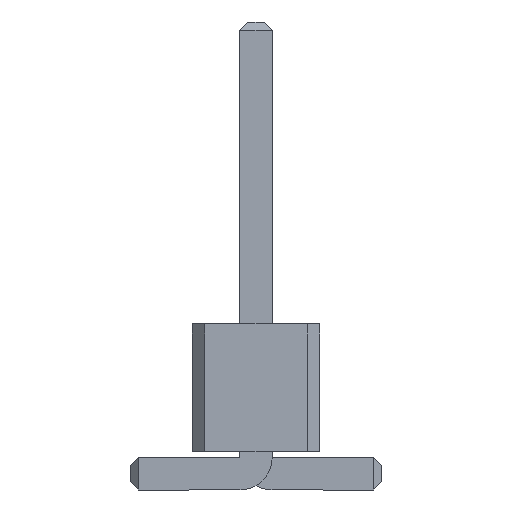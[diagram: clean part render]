
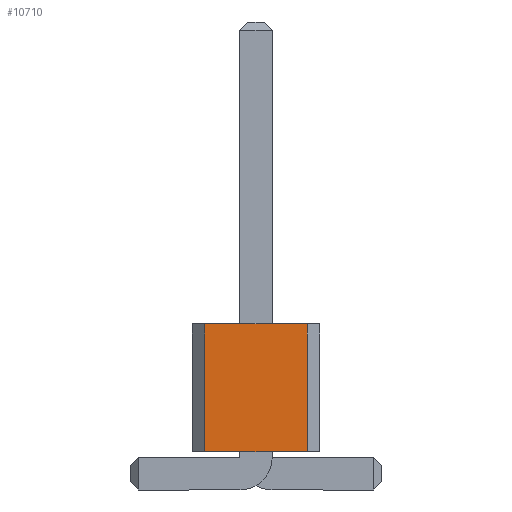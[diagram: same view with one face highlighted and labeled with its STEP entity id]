
A CAD part, front view. The second image highlights one B-rep face of the part: STEP entity #10710.
In plain terms, the highlighted planar face has unit normal (0, -1, 0).
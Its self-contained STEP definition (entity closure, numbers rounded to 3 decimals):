
#1078 = VERTEX_POINT('',#1079);
#1079 = CARTESIAN_POINT('',(1.016,-50.8,0.76));
#1085 = EDGE_CURVE('',#1086,#1078,#1088,.T.);
#1086 = VERTEX_POINT('',#1087);
#1087 = CARTESIAN_POINT('',(-1.016,-50.8,0.76));
#1088 = LINE('',#1089,#1090);
#1089 = CARTESIAN_POINT('',(-1.016,-50.8,0.76));
#1090 = VECTOR('',#1091,1.);
#1091 = DIRECTION('',(1.,0.,0.));
#4359 = VERTEX_POINT('',#4360);
#4360 = CARTESIAN_POINT('',(1.016,-50.8,3.3));
#4366 = EDGE_CURVE('',#4367,#4359,#4369,.T.);
#4367 = VERTEX_POINT('',#4368);
#4368 = CARTESIAN_POINT('',(-1.016,-50.8,3.3));
#4369 = LINE('',#4370,#4371);
#4370 = CARTESIAN_POINT('',(-1.016,-50.8,3.3));
#4371 = VECTOR('',#4372,1.);
#4372 = DIRECTION('',(1.,0.,0.));
#10682 = EDGE_CURVE('',#1086,#4367,#10683,.T.);
#10683 = LINE('',#10684,#10685);
#10684 = CARTESIAN_POINT('',(-1.016,-50.8,0.76));
#10685 = VECTOR('',#10686,1.);
#10686 = DIRECTION('',(0.,0.,1.));
#10710 = ADVANCED_FACE('',(#10711),#10722,.F.);
#10711 = FACE_BOUND('',#10712,.F.);
#10712 = EDGE_LOOP('',(#10713,#10714,#10715,#10721));
#10713 = ORIENTED_EDGE('',*,*,#10682,.T.);
#10714 = ORIENTED_EDGE('',*,*,#4366,.T.);
#10715 = ORIENTED_EDGE('',*,*,#10716,.F.);
#10716 = EDGE_CURVE('',#1078,#4359,#10717,.T.);
#10717 = LINE('',#10718,#10719);
#10718 = CARTESIAN_POINT('',(1.016,-50.8,0.76));
#10719 = VECTOR('',#10720,1.);
#10720 = DIRECTION('',(0.,0.,1.));
#10721 = ORIENTED_EDGE('',*,*,#1085,.F.);
#10722 = PLANE('',#10723);
#10723 = AXIS2_PLACEMENT_3D('',#10724,#10725,#10726);
#10724 = CARTESIAN_POINT('',(-1.016,-50.8,0.76));
#10725 = DIRECTION('',(0.,1.,0.));
#10726 = DIRECTION('',(1.,0.,0.));
